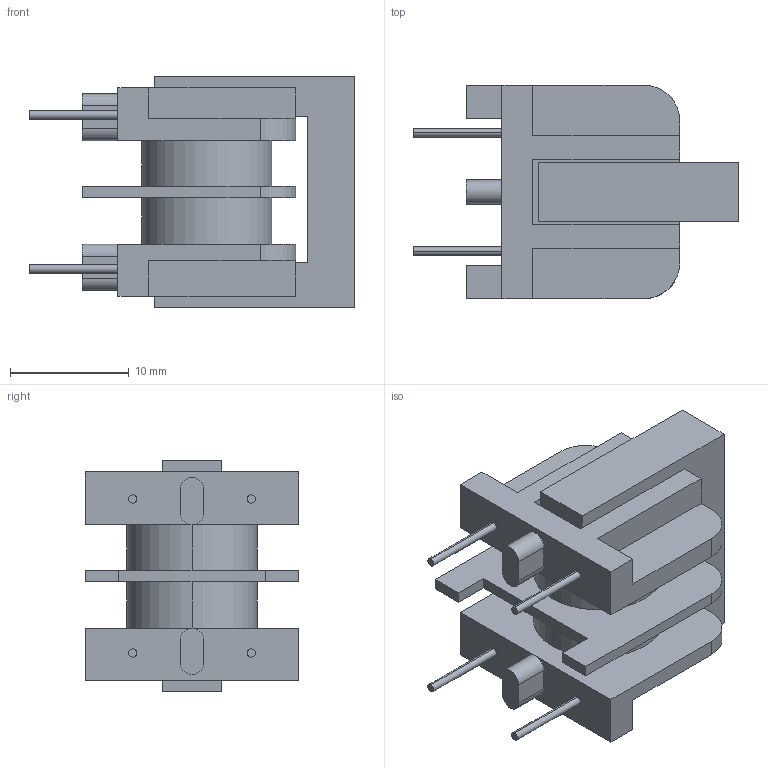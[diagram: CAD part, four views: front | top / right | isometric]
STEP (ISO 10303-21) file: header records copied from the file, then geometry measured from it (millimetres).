
FILE_DESCRIPTION (( 'STEP AP214' ), '1' );
FILE_NAME ('UU10.5.STEP', '2021-07-21T13:50:24', ( '' ), ( '' ), 'SwSTEP 2.0', 'SolidWorks 2017', '' );
FILE_SCHEMA (( 'AUTOMOTIVE_DESIGN' ));
Length unit declared in the file: millimetre
Products named in the file (1): UU10.5
Bounding box: 27.5 x 18 x 19.5 mm (x, y, z)
Volume: 3329.8 mm3; surface area: 3193.1 mm2
Topology: 1 solids, 1 shells, 88 faces, 231 edges, 153 vertices
Faces by surface type: plane 64, cylinder 24
Entity records: 3587 total; most frequent: CARTESIAN_POINT 469, ORIENTED_EDGE 456, DIRECTION 454, EDGE_CURVE 228, VECTOR 180, LINE 180, VERTEX_POINT 152, AXIS2_PLACEMENT_3D 137
